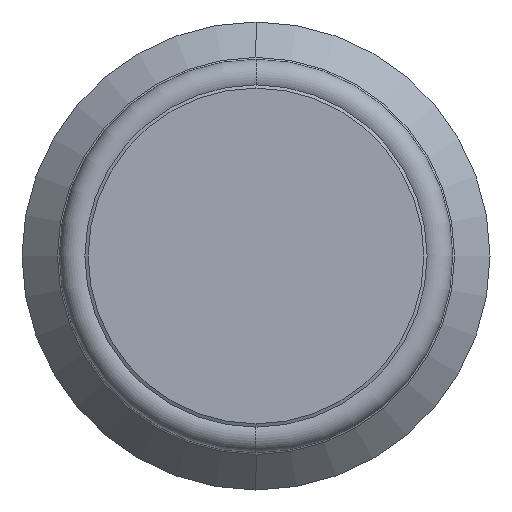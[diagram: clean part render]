
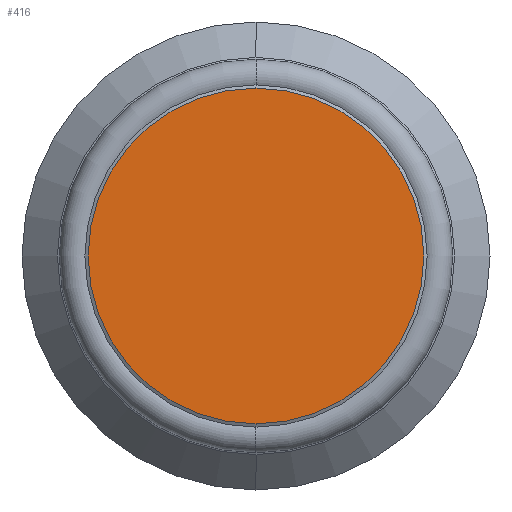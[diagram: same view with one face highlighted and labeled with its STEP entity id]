
A CAD part, left-side view. The second image highlights one B-rep face of the part: STEP entity #416.
In plain terms, the highlighted planar face has unit normal (-1, 0, 0).
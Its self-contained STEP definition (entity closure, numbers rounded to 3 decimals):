
#44 = CIRCLE ( 'NONE', #1041, 4.734 ) ;
#46 = FACE_OUTER_BOUND ( 'NONE', #280, .T. ) ;
#169 = DIRECTION ( 'NONE',  ( -1., 0., 0. ) ) ;
#215 = VERTEX_POINT ( 'NONE', #542 ) ;
#280 = EDGE_LOOP ( 'NONE', ( #308, #814 ) ) ;
#305 = DIRECTION ( 'NONE',  ( 0., 0., -1. ) ) ;
#308 = ORIENTED_EDGE ( 'NONE', *, *, #806, .T. ) ;
#343 = AXIS2_PLACEMENT_3D ( 'NONE', #496, #392, #305 ) ;
#392 = DIRECTION ( 'NONE',  ( 1., 0., 0. ) ) ;
#416 = ADVANCED_FACE ( 'NONE', ( #46 ), #587, .F. ) ;
#438 = AXIS2_PLACEMENT_3D ( 'NONE', #997, #169, #539 ) ;
#496 = CARTESIAN_POINT ( 'NONE',  ( -8.2, 0., 4.734 ) ) ;
#539 = DIRECTION ( 'NONE',  ( 0., 0., 1. ) ) ;
#542 = CARTESIAN_POINT ( 'NONE',  ( -8.2, 0., -4.734 ) ) ;
#565 = DIRECTION ( 'NONE',  ( 0., 0., 1. ) ) ;
#587 = PLANE ( 'NONE',  #343 ) ;
#636 = VERTEX_POINT ( 'NONE', #1037 ) ;
#806 = EDGE_CURVE ( 'NONE', #215, #636, #1177, .T. ) ;
#814 = ORIENTED_EDGE ( 'NONE', *, *, #1113, .T. ) ;
#924 = DIRECTION ( 'NONE',  ( -1., 0., 0. ) ) ;
#997 = CARTESIAN_POINT ( 'NONE',  ( -8.2, 0., 0. ) ) ;
#1037 = CARTESIAN_POINT ( 'NONE',  ( -8.2, 0., 4.734 ) ) ;
#1041 = AXIS2_PLACEMENT_3D ( 'NONE', #1119, #924, #565 ) ;
#1113 = EDGE_CURVE ( 'NONE', #636, #215, #44, .T. ) ;
#1119 = CARTESIAN_POINT ( 'NONE',  ( -8.2, 0., 0. ) ) ;
#1177 = CIRCLE ( 'NONE', #438, 4.734 ) ;
